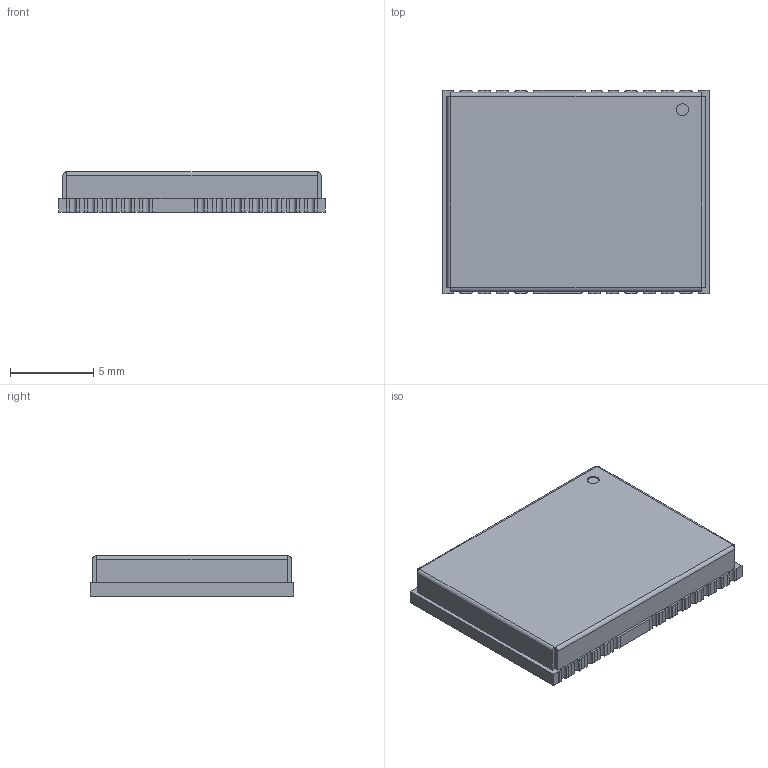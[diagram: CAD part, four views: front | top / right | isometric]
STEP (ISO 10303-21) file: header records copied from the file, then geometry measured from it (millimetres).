
FILE_DESCRIPTION(/* description */ ('Unknown'),/* implementation_level */ '2;1');
FILE_NAME(/* name */ 'TESEO-VIC3DA',/* time_stamp */ '2023-08-09T09:48:28+02:00',/* author */ ('Unknown'),/* organization */ ('Unknown'),/* preprocessor_version */ 'ST-DEVELOPER v18.102',/* originating_system */ 'Solid Edge',/* authorisation */ 'Unknown');
FILE_SCHEMA (('AUTOMOTIVE_DESIGN {1 0 10303 214 3 1 1}'));
Length unit declared in the file: millimetre
Products named in the file (1): TESEO-VIC3DA
Bounding box: 16 x 12.22 x 2.42 mm (x, y, z)
Volume: 454.4 mm3; surface area: 523 mm2
Topology: 1 solids, 1 shells, 268 faces, 747 edges, 482 vertices
Faces by surface type: plane 239, cylinder 29
Full cylindrical faces by diameter (mm): 0.712 x1
Entity records: 10353 total; most frequent: CARTESIAN_POINT 1497, ORIENTED_EDGE 1492, DIRECTION 1394, EDGE_CURVE 746, LINE 636, VECTOR 636, VERTEX_POINT 482, AXIS2_PLACEMENT_3D 379
